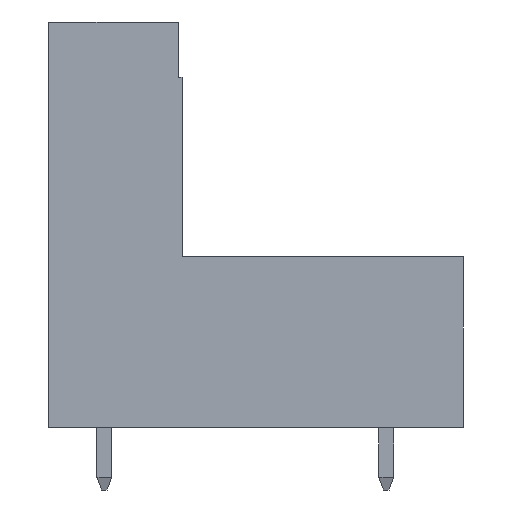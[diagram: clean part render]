
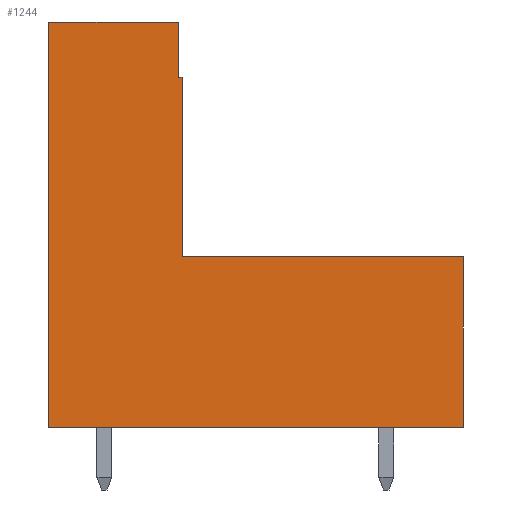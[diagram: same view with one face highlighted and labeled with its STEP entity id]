
A CAD part, left-side view. The second image highlights one B-rep face of the part: STEP entity #1244.
In plain terms, the highlighted planar face has unit normal (-1, 0, 0).
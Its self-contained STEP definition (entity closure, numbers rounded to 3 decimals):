
#1244 = ADVANCED_FACE( '', ( #2460 ), #2461, .T. );
#2460 = FACE_OUTER_BOUND( '', #3648, .T. );
#2461 = PLANE( '', #3649 );
#3648 = EDGE_LOOP( '', ( #7132, #7133, #7134, #7135, #7136, #7137, #7138, #7139 ) );
#3649 = AXIS2_PLACEMENT_3D( '', #7140, #7141, #7142 );
#7132 = ORIENTED_EDGE( '', *, *, #7629, .F. );
#7133 = ORIENTED_EDGE( '', *, *, #8623, .F. );
#7134 = ORIENTED_EDGE( '', *, *, #8633, .T. );
#7135 = ORIENTED_EDGE( '', *, *, #8153, .T. );
#7136 = ORIENTED_EDGE( '', *, *, #8103, .T. );
#7137 = ORIENTED_EDGE( '', *, *, #8320, .T. );
#7138 = ORIENTED_EDGE( '', *, *, #8496, .T. );
#7139 = ORIENTED_EDGE( '', *, *, #8612, .T. );
#7140 = CARTESIAN_POINT( '', ( -6.11, 0., 0. ) );
#7141 = DIRECTION( '', ( -1., 0., 0. ) );
#7142 = DIRECTION( '', ( 0., 0., 1. ) );
#7629 = EDGE_CURVE( '', #9308, #9310, #9311, .T. );
#8103 = EDGE_CURVE( '', #10030, #10038, #10040, .T. );
#8153 = EDGE_CURVE( '', #10105, #10030, #10106, .T. );
#8320 = EDGE_CURVE( '', #10038, #10345, #10346, .T. );
#8496 = EDGE_CURVE( '', #10345, #10560, #10562, .T. );
#8612 = EDGE_CURVE( '', #10560, #9310, #10689, .T. );
#8623 = EDGE_CURVE( '', #10700, #9308, #10702, .T. );
#8633 = EDGE_CURVE( '', #10700, #10105, #10712, .T. );
#9308 = VERTEX_POINT( '', #11671 );
#9310 = VERTEX_POINT( '', #11674 );
#9311 = LINE( '', #11675, #11676 );
#10030 = VERTEX_POINT( '', #12747 );
#10038 = VERTEX_POINT( '', #12759 );
#10040 = LINE( '', #12762, #12763 );
#10105 = VERTEX_POINT( '', #12863 );
#10106 = LINE( '', #12864, #12865 );
#10345 = VERTEX_POINT( '', #13224 );
#10346 = LINE( '', #13225, #13226 );
#10560 = VERTEX_POINT( '', #13554 );
#10562 = LINE( '', #13557, #13558 );
#10689 = LINE( '', #13746, #13747 );
#10700 = VERTEX_POINT( '', #13762 );
#10702 = LINE( '', #13765, #13766 );
#10712 = LINE( '', #13782, #13783 );
#11671 = CARTESIAN_POINT( '', ( -6.11, 4.2, 14.3 ) );
#11674 = CARTESIAN_POINT( '', ( -6.11, 4., 14.3 ) );
#11675 = CARTESIAN_POINT( '', ( -6.11, 4.2, 14.3 ) );
#11676 = VECTOR( '', #14161, 1000. );
#12747 = CARTESIAN_POINT( '', ( -6.11, 11.2, -4.6 ) );
#12759 = CARTESIAN_POINT( '', ( -6.11, -11.2, -4.6 ) );
#12762 = CARTESIAN_POINT( '', ( -6.11, 11.2, -4.6 ) );
#12763 = VECTOR( '', #14561, 1000. );
#12863 = CARTESIAN_POINT( '', ( -6.11, 11.2, 17.3 ) );
#12864 = CARTESIAN_POINT( '', ( -6.11, 11.2, 17.3 ) );
#12865 = VECTOR( '', #14600, 1000. );
#13224 = CARTESIAN_POINT( '', ( -6.11, -11.2, 4.6 ) );
#13225 = CARTESIAN_POINT( '', ( -6.11, -11.2, -4.6 ) );
#13226 = VECTOR( '', #14733, 1000. );
#13554 = CARTESIAN_POINT( '', ( -6.11, 4., 4.6 ) );
#13557 = CARTESIAN_POINT( '', ( -6.11, -11.2, 4.6 ) );
#13558 = VECTOR( '', #14849, 1000. );
#13746 = CARTESIAN_POINT( '', ( -6.11, 4., 4.6 ) );
#13747 = VECTOR( '', #14911, 1000. );
#13762 = CARTESIAN_POINT( '', ( -6.11, 4.2, 17.3 ) );
#13765 = CARTESIAN_POINT( '', ( -6.11, 4.2, 17.3 ) );
#13766 = VECTOR( '', #14917, 1000. );
#13782 = CARTESIAN_POINT( '', ( -6.11, 4., 17.3 ) );
#13783 = VECTOR( '', #14924, 1000. );
#14161 = DIRECTION( '', ( 0., -1., 0. ) );
#14561 = DIRECTION( '', ( 0., -1., 0. ) );
#14600 = DIRECTION( '', ( 0., 0., -1. ) );
#14733 = DIRECTION( '', ( 0., 0., 1. ) );
#14849 = DIRECTION( '', ( 0., 1., 0. ) );
#14911 = DIRECTION( '', ( 0., 0., 1. ) );
#14917 = DIRECTION( '', ( 0., 0., -1. ) );
#14924 = DIRECTION( '', ( 0., 1., 0. ) );
